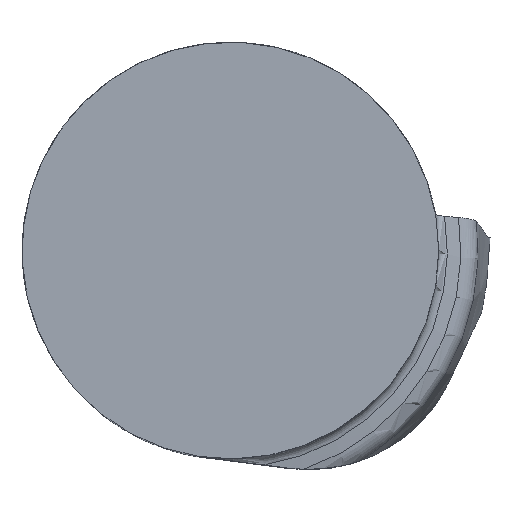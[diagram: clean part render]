
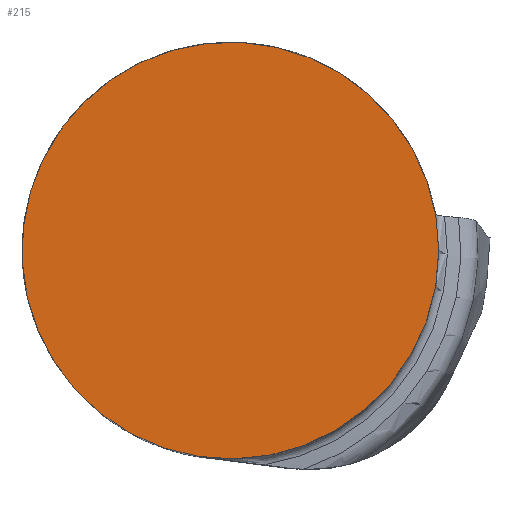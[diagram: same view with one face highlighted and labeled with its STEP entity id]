
A CAD part, top view. The second image highlights one B-rep face of the part: STEP entity #215.
In plain terms, the highlighted planar face has unit normal (0, 0, 1).
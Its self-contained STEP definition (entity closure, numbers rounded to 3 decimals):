
#170=FACE_OUTER_BOUND('',#431,.T.);
#215=ADVANCED_FACE('',(#170),#245,.T.);
#245=PLANE('',#1088);
#431=EDGE_LOOP('',(#655));
#655=ORIENTED_EDGE('',*,*,#825,.T.);
#733=VERTEX_POINT('',#1627);
#825=EDGE_CURVE('',#733,#733,#895,.T.);
#895=CIRCLE('',#1042,20.);
#1042=AXIS2_PLACEMENT_3D('',#1626,#1224,#1225);
#1088=AXIS2_PLACEMENT_3D('',#1790,#1335,#1336);
#1224=DIRECTION('',(0.,0.,1.));
#1225=DIRECTION('',(1.,0.,0.));
#1335=DIRECTION('',(0.,0.,1.));
#1336=DIRECTION('',(1.,0.,0.));
#1626=CARTESIAN_POINT('',(0.,0.,0.));
#1627=CARTESIAN_POINT('',(20.,0.,0.));
#1790=CARTESIAN_POINT('',(0.,0.,0.));
